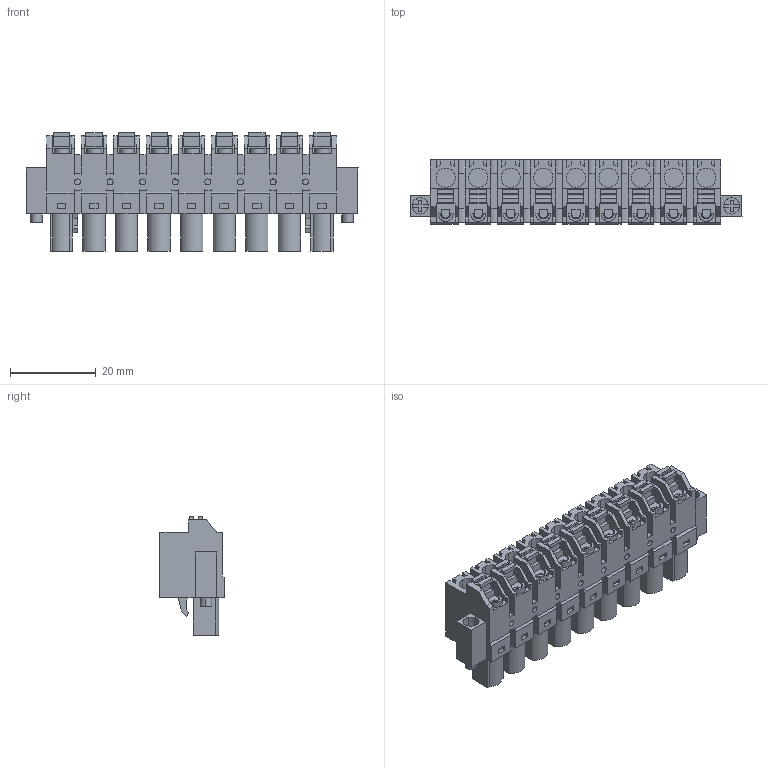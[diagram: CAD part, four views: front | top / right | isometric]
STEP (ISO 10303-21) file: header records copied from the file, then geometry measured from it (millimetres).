
FILE_DESCRIPTION(('CATIA V5 STEP Exchange','CAx-IF Rec.Pracs.--- Model Styling and Organization---1.2---2011-12-15'),'2;1');
FILE_NAME ('D1449906_0_1230290000_1230290000.stp','2017-04-08T10:33:46+00:00',('none'),('Weidmueller'),'CATIA Version 5-6 Release 2014','CATIA V5 STEP AP214','none');
FILE_SCHEMA(('AUTOMOTIVE_DESIGN { 1 0 10303 214 1 1 1 1 }'));
Length unit declared in the file: millimetre
Products named in the file (1): 1230290000
Bounding box: 77.64 x 15.05 x 27.67 mm (x, y, z)
Volume: 16254.4 mm3; surface area: 11181.3 mm2
Topology: 12 solids, 12 shells, 951 faces, 2686 edges, 1844 vertices
Faces by surface type: plane 750, cylinder 193, extrusion 8
Entity records: 29732 total; most frequent: CARTESIAN_POINT 6304, ORIENTED_EDGE 5372, DIRECTION 3859, EDGE_CURVE 2686, VECTOR 2156, LINE 2148, VERTEX_POINT 1844, AXIS2_PLACEMENT_3D 1076
